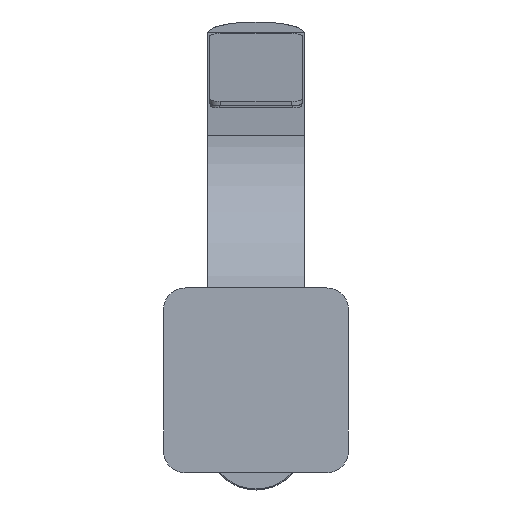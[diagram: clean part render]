
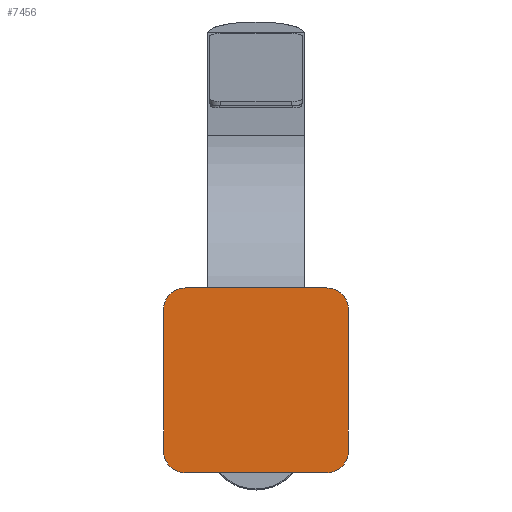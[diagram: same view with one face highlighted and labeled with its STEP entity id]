
A CAD part, front view. The second image highlights one B-rep face of the part: STEP entity #7456.
In plain terms, the highlighted planar face has unit normal (0, -1, 0).
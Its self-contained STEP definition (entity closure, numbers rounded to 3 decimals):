
#7056=CARTESIAN_POINT('Vertex',(-32.5,43.,43.5)) ;
#7059=CARTESIAN_POINT('Line Origine',(0.,43.,43.5)) ;
#7063=CARTESIAN_POINT('Vertex',(32.5,43.,43.5)) ;
#7083=CARTESIAN_POINT('Axis2P3D Location',(32.5,43.,33.5)) ;
#7087=CARTESIAN_POINT('Vertex',(42.5,43.,33.5)) ;
#7111=CARTESIAN_POINT('Vertex',(42.5,43.,-31.5)) ;
#7114=CARTESIAN_POINT('Line Origine',(42.5,43.,1.)) ;
#7131=CARTESIAN_POINT('Axis2P3D Location',(32.5,43.,-31.5)) ;
#7135=CARTESIAN_POINT('Vertex',(32.5,43.,-41.5)) ;
#7155=CARTESIAN_POINT('Line Origine',(0.,43.,-41.5)) ;
#7159=CARTESIAN_POINT('Vertex',(-32.5,43.,-41.5)) ;
#7179=CARTESIAN_POINT('Axis2P3D Location',(-32.5,43.,-31.5)) ;
#7183=CARTESIAN_POINT('Vertex',(-42.5,43.,-31.5)) ;
#7207=CARTESIAN_POINT('Vertex',(-42.5,43.,33.5)) ;
#7210=CARTESIAN_POINT('Line Origine',(-42.5,43.,1.)) ;
#7227=CARTESIAN_POINT('Axis2P3D Location',(-32.5,43.,33.5)) ;
#7441=CARTESIAN_POINT('Axis2P3D Location',(0.,43.,1.)) ;
#7060=DIRECTION('Vector Direction',(-1.,0.,0.)) ;
#7084=DIRECTION('Axis2P3D Direction',(-0.,1.,0.)) ;
#7115=DIRECTION('Vector Direction',(0.,0.,1.)) ;
#7132=DIRECTION('Axis2P3D Direction',(0.,1.,0.)) ;
#7156=DIRECTION('Vector Direction',(1.,0.,0.)) ;
#7180=DIRECTION('Axis2P3D Direction',(0.,1.,-0.)) ;
#7211=DIRECTION('Vector Direction',(0.,0.,-1.)) ;
#7228=DIRECTION('Axis2P3D Direction',(0.,1.,0.)) ;
#7442=DIRECTION('Axis2P3D Direction',(0.,1.,-0.)) ;
#7443=DIRECTION('Axis2P3D XDirection',(-1.,0.,0.)) ;
#7085=AXIS2_PLACEMENT_3D('Circle Axis2P3D',#7083,#7084,$) ;
#7133=AXIS2_PLACEMENT_3D('Circle Axis2P3D',#7131,#7132,$) ;
#7181=AXIS2_PLACEMENT_3D('Circle Axis2P3D',#7179,#7180,$) ;
#7229=AXIS2_PLACEMENT_3D('Circle Axis2P3D',#7227,#7228,$) ;
#7444=AXIS2_PLACEMENT_3D('Plane Axis2P3D',#7441,#7442,#7443) ;
#7447=ORIENTED_EDGE('',*,*,#7231,.F.) ;
#7448=ORIENTED_EDGE('',*,*,#7214,.F.) ;
#7449=ORIENTED_EDGE('',*,*,#7185,.F.) ;
#7450=ORIENTED_EDGE('',*,*,#7161,.F.) ;
#7451=ORIENTED_EDGE('',*,*,#7137,.F.) ;
#7452=ORIENTED_EDGE('',*,*,#7118,.F.) ;
#7453=ORIENTED_EDGE('',*,*,#7089,.F.) ;
#7454=ORIENTED_EDGE('',*,*,#7065,.F.) ;
#7061=VECTOR('Line Direction',#7060,1.) ;
#7116=VECTOR('Line Direction',#7115,1.) ;
#7157=VECTOR('Line Direction',#7156,1.) ;
#7212=VECTOR('Line Direction',#7211,1.) ;
#7456=ADVANCED_FACE('PartBody',(#7455),#7445,.F.) ;
#7086=CIRCLE('generated circle',#7085,10.) ;
#7134=CIRCLE('generated circle',#7133,10.) ;
#7182=CIRCLE('generated circle',#7181,10.) ;
#7230=CIRCLE('generated circle',#7229,10.) ;
#7065=EDGE_CURVE('',#7057,#7064,#7062,.F.) ;
#7089=EDGE_CURVE('',#7064,#7088,#7086,.T.) ;
#7118=EDGE_CURVE('',#7088,#7112,#7117,.F.) ;
#7137=EDGE_CURVE('',#7112,#7136,#7134,.T.) ;
#7161=EDGE_CURVE('',#7136,#7160,#7158,.F.) ;
#7185=EDGE_CURVE('',#7160,#7184,#7182,.T.) ;
#7214=EDGE_CURVE('',#7184,#7208,#7213,.F.) ;
#7231=EDGE_CURVE('',#7208,#7057,#7230,.T.) ;
#7446=EDGE_LOOP('',(#7447,#7448,#7449,#7450,#7451,#7452,#7453,#7454)) ;
#7455=FACE_OUTER_BOUND('',#7446,.T.) ;
#7062=LINE('Line',#7059,#7061) ;
#7117=LINE('Line',#7114,#7116) ;
#7158=LINE('Line',#7155,#7157) ;
#7213=LINE('Line',#7210,#7212) ;
#7445=PLANE('',#7444) ;
#7057=VERTEX_POINT('',#7056) ;
#7064=VERTEX_POINT('',#7063) ;
#7088=VERTEX_POINT('',#7087) ;
#7112=VERTEX_POINT('',#7111) ;
#7136=VERTEX_POINT('',#7135) ;
#7160=VERTEX_POINT('',#7159) ;
#7184=VERTEX_POINT('',#7183) ;
#7208=VERTEX_POINT('',#7207) ;
